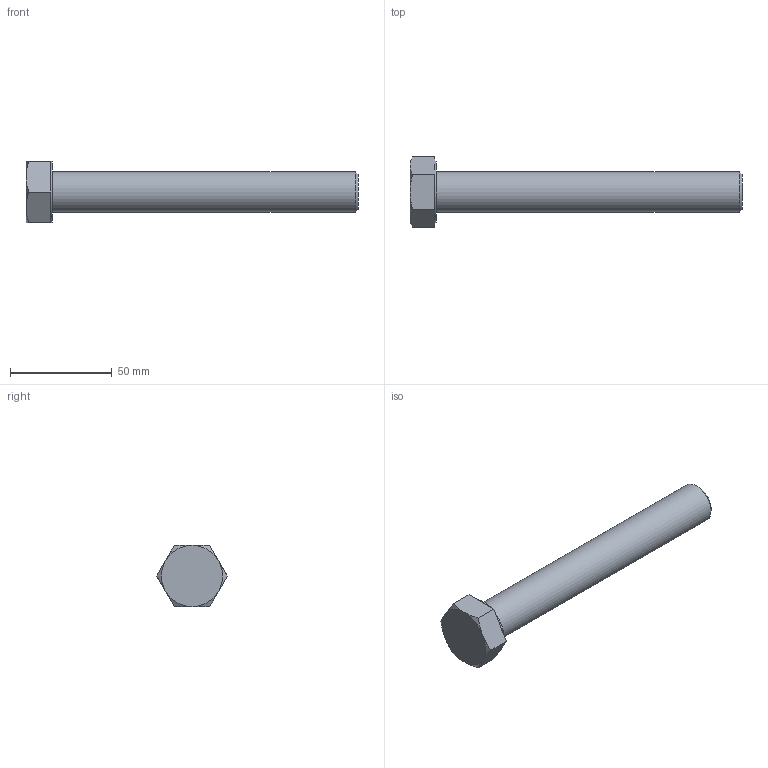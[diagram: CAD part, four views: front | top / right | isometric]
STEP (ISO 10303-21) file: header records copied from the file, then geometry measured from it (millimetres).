
FILE_DESCRIPTION (( 'STEP AP214' ), '1' );
FILE_NAME ('hex bolt.STEP', '2023-11-03T08:19:30', ( '' ), ( '' ), 'SwSTEP 2.0', 'SolidWorks 2020', '' );
FILE_SCHEMA (( 'AUTOMOTIVE_DESIGN' ));
Length unit declared in the file: millimetre
Products named in the file (1): hex bolt
Bounding box: 163 x 34.64 x 30 mm (x, y, z)
Volume: 57112.4 mm3; surface area: 12237.3 mm2
Topology: 1 solids, 1 shells, 24 faces, 50 edges, 29 vertices
Faces by surface type: plane 15, cone 7, cylinder 2
Full cylindrical faces by diameter (mm): 20 x1, 30 x1
Entity records: 684 total; most frequent: CARTESIAN_POINT 171, DIRECTION 100, ORIENTED_EDGE 92, EDGE_CURVE 46, AXIS2_PLACEMENT_3D 41, EDGE_LOOP 28, VERTEX_POINT 28, FACE_OUTER_BOUND 26
